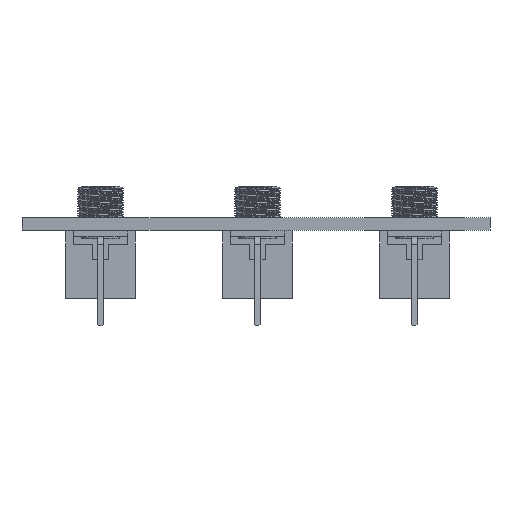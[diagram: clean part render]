
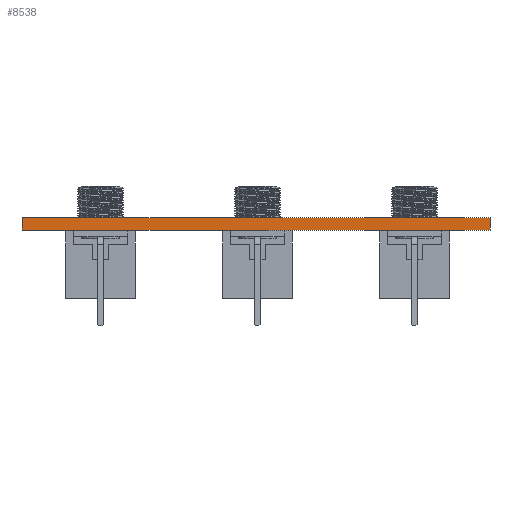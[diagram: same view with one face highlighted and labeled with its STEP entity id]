
A CAD part, front view. The second image highlights one B-rep face of the part: STEP entity #8538.
In plain terms, the highlighted planar face has unit normal (0, -1, 0).
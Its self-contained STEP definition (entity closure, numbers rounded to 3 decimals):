
#6931 = PLANE('',#6932);
#6932 = AXIS2_PLACEMENT_3D('',#6933,#6934,#6935);
#6933 = CARTESIAN_POINT('',(25.4,-158.8,0.));
#6934 = DIRECTION('',(-1.,0.,0.));
#6935 = DIRECTION('',(0.,1.,0.));
#6959 = PLANE('',#6960);
#6960 = AXIS2_PLACEMENT_3D('',#6961,#6962,#6963);
#6961 = CARTESIAN_POINT('',(55.7,-92.1,1.6));
#6962 = DIRECTION('',(-0.,-0.,-1.));
#6963 = DIRECTION('',(-1.,0.,0.));
#6987 = PLANE('',#6988);
#6988 = AXIS2_PLACEMENT_3D('',#6989,#6990,#6991);
#6989 = CARTESIAN_POINT('',(86.,-25.4,0.));
#6990 = DIRECTION('',(1.,0.,-0.));
#6991 = DIRECTION('',(0.,-1.,0.));
#7013 = PLANE('',#7014);
#7014 = AXIS2_PLACEMENT_3D('',#7015,#7016,#7017);
#7015 = CARTESIAN_POINT('',(55.7,-92.1,0.));
#7016 = DIRECTION('',(-0.,-0.,-1.));
#7017 = DIRECTION('',(-1.,0.,0.));
#7028 = EDGE_CURVE('',#7029,#7031,#7033,.T.);
#7029 = VERTEX_POINT('',#7030);
#7030 = CARTESIAN_POINT('',(25.4,-158.8,0.));
#7031 = VERTEX_POINT('',#7032);
#7032 = CARTESIAN_POINT('',(25.4,-158.8,1.6));
#7033 = SURFACE_CURVE('',#7034,(#7038,#7045),.PCURVE_S1.);
#7034 = LINE('',#7035,#7036);
#7035 = CARTESIAN_POINT('',(25.4,-158.8,0.));
#7036 = VECTOR('',#7037,1.);
#7037 = DIRECTION('',(0.,0.,1.));
#7038 = PCURVE('',#6931,#7039);
#7039 = DEFINITIONAL_REPRESENTATION('',(#7040),#7044);
#7040 = LINE('',#7041,#7042);
#7041 = CARTESIAN_POINT('',(0.,0.));
#7042 = VECTOR('',#7043,1.);
#7043 = DIRECTION('',(0.,-1.));
#7044 = ( GEOMETRIC_REPRESENTATION_CONTEXT(2) 
PARAMETRIC_REPRESENTATION_CONTEXT() REPRESENTATION_CONTEXT('2D SPACE',''
  ) );
#7045 = PCURVE('',#7046,#7051);
#7046 = PLANE('',#7047);
#7047 = AXIS2_PLACEMENT_3D('',#7048,#7049,#7050);
#7048 = CARTESIAN_POINT('',(86.,-158.8,0.));
#7049 = DIRECTION('',(0.,-1.,0.));
#7050 = DIRECTION('',(-1.,0.,0.));
#7051 = DEFINITIONAL_REPRESENTATION('',(#7052),#7056);
#7052 = LINE('',#7053,#7054);
#7053 = CARTESIAN_POINT('',(60.6,0.));
#7054 = VECTOR('',#7055,1.);
#7055 = DIRECTION('',(0.,-1.));
#7056 = ( GEOMETRIC_REPRESENTATION_CONTEXT(2) 
PARAMETRIC_REPRESENTATION_CONTEXT() REPRESENTATION_CONTEXT('2D SPACE',''
  ) );
#7106 = VERTEX_POINT('',#7107);
#7107 = CARTESIAN_POINT('',(86.,-158.8,1.6));
#7128 = EDGE_CURVE('',#7129,#7106,#7131,.T.);
#7129 = VERTEX_POINT('',#7130);
#7130 = CARTESIAN_POINT('',(86.,-158.8,0.));
#7131 = SURFACE_CURVE('',#7132,(#7136,#7143),.PCURVE_S1.);
#7132 = LINE('',#7133,#7134);
#7133 = CARTESIAN_POINT('',(86.,-158.8,0.));
#7134 = VECTOR('',#7135,1.);
#7135 = DIRECTION('',(0.,0.,1.));
#7136 = PCURVE('',#6987,#7137);
#7137 = DEFINITIONAL_REPRESENTATION('',(#7138),#7142);
#7138 = LINE('',#7139,#7140);
#7139 = CARTESIAN_POINT('',(133.4,0.));
#7140 = VECTOR('',#7141,1.);
#7141 = DIRECTION('',(0.,-1.));
#7142 = ( GEOMETRIC_REPRESENTATION_CONTEXT(2) 
PARAMETRIC_REPRESENTATION_CONTEXT() REPRESENTATION_CONTEXT('2D SPACE',''
  ) );
#7143 = PCURVE('',#7046,#7144);
#7144 = DEFINITIONAL_REPRESENTATION('',(#7145),#7149);
#7145 = LINE('',#7146,#7147);
#7146 = CARTESIAN_POINT('',(0.,-0.));
#7147 = VECTOR('',#7148,1.);
#7148 = DIRECTION('',(0.,-1.));
#7149 = ( GEOMETRIC_REPRESENTATION_CONTEXT(2) 
PARAMETRIC_REPRESENTATION_CONTEXT() REPRESENTATION_CONTEXT('2D SPACE',''
  ) );
#7177 = EDGE_CURVE('',#7129,#7029,#7178,.T.);
#7178 = SURFACE_CURVE('',#7179,(#7183,#7190),.PCURVE_S1.);
#7179 = LINE('',#7180,#7181);
#7180 = CARTESIAN_POINT('',(86.,-158.8,0.));
#7181 = VECTOR('',#7182,1.);
#7182 = DIRECTION('',(-1.,0.,0.));
#7183 = PCURVE('',#7013,#7184);
#7184 = DEFINITIONAL_REPRESENTATION('',(#7185),#7189);
#7185 = LINE('',#7186,#7187);
#7186 = CARTESIAN_POINT('',(-30.3,-66.7));
#7187 = VECTOR('',#7188,1.);
#7188 = DIRECTION('',(1.,0.));
#7189 = ( GEOMETRIC_REPRESENTATION_CONTEXT(2) 
PARAMETRIC_REPRESENTATION_CONTEXT() REPRESENTATION_CONTEXT('2D SPACE',''
  ) );
#7190 = PCURVE('',#7046,#7191);
#7191 = DEFINITIONAL_REPRESENTATION('',(#7192),#7196);
#7192 = LINE('',#7193,#7194);
#7193 = CARTESIAN_POINT('',(0.,-0.));
#7194 = VECTOR('',#7195,1.);
#7195 = DIRECTION('',(1.,0.));
#7196 = ( GEOMETRIC_REPRESENTATION_CONTEXT(2) 
PARAMETRIC_REPRESENTATION_CONTEXT() REPRESENTATION_CONTEXT('2D SPACE',''
  ) );
#7913 = EDGE_CURVE('',#7106,#7031,#7914,.T.);
#7914 = SURFACE_CURVE('',#7915,(#7919,#7926),.PCURVE_S1.);
#7915 = LINE('',#7916,#7917);
#7916 = CARTESIAN_POINT('',(86.,-158.8,1.6));
#7917 = VECTOR('',#7918,1.);
#7918 = DIRECTION('',(-1.,0.,0.));
#7919 = PCURVE('',#6959,#7920);
#7920 = DEFINITIONAL_REPRESENTATION('',(#7921),#7925);
#7921 = LINE('',#7922,#7923);
#7922 = CARTESIAN_POINT('',(-30.3,-66.7));
#7923 = VECTOR('',#7924,1.);
#7924 = DIRECTION('',(1.,0.));
#7925 = ( GEOMETRIC_REPRESENTATION_CONTEXT(2) 
PARAMETRIC_REPRESENTATION_CONTEXT() REPRESENTATION_CONTEXT('2D SPACE',''
  ) );
#7926 = PCURVE('',#7046,#7927);
#7927 = DEFINITIONAL_REPRESENTATION('',(#7928),#7932);
#7928 = LINE('',#7929,#7930);
#7929 = CARTESIAN_POINT('',(0.,-1.6));
#7930 = VECTOR('',#7931,1.);
#7931 = DIRECTION('',(1.,0.));
#7932 = ( GEOMETRIC_REPRESENTATION_CONTEXT(2) 
PARAMETRIC_REPRESENTATION_CONTEXT() REPRESENTATION_CONTEXT('2D SPACE',''
  ) );
#8538 = ADVANCED_FACE('',(#8539),#7046,.T.);
#8539 = FACE_BOUND('',#8540,.T.);
#8540 = EDGE_LOOP('',(#8541,#8542,#8543,#8544));
#8541 = ORIENTED_EDGE('',*,*,#7128,.T.);
#8542 = ORIENTED_EDGE('',*,*,#7913,.T.);
#8543 = ORIENTED_EDGE('',*,*,#7028,.F.);
#8544 = ORIENTED_EDGE('',*,*,#7177,.F.);
